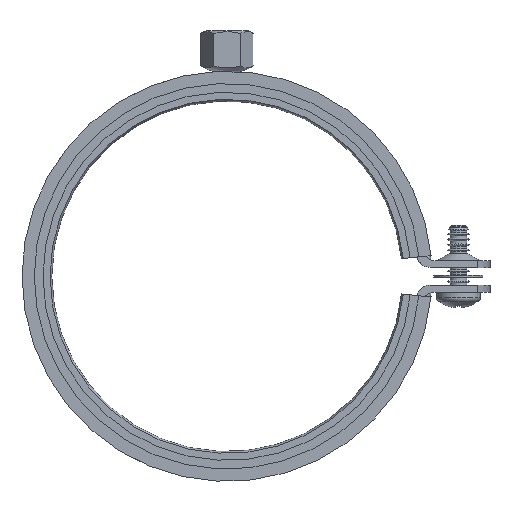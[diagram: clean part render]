
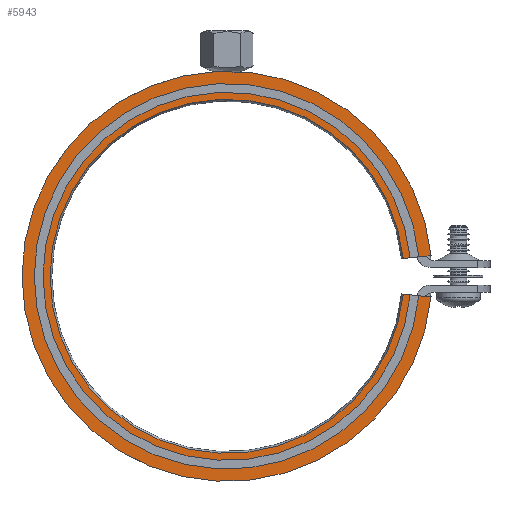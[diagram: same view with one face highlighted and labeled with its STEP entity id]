
A CAD part, front view. The second image highlights one B-rep face of the part: STEP entity #5943.
In plain terms, the highlighted face is planar.
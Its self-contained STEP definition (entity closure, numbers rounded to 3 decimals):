
#4794=CARTESIAN_POINT('',(63.327,165.073,11.5));
#4795=VERTEX_POINT('',#4794);
#4802=CARTESIAN_POINT('',(164.069,159.977,11.5));
#4803=VERTEX_POINT('',#4802);
#4804=CARTESIAN_POINT('',(113.827,165.073,11.5));
#4805=DIRECTION('',(0.0,0.0,1.0));
#4806=DIRECTION('',(1.0,0.0,0.0));
#4807=AXIS2_PLACEMENT_3D('',#4804,#4805,#4806);
#4808=CIRCLE('',#4807,50.5);
#4809=EDGE_CURVE('',#4795,#4803,#4808,.T.);
#4834=CARTESIAN_POINT('',(55.327,165.073,11.5));
#4835=VERTEX_POINT('',#4834);
#4844=CARTESIAN_POINT('',(172.028,170.977,11.5));
#4845=VERTEX_POINT('',#4844);
#4846=CARTESIAN_POINT('',(113.827,165.073,11.5));
#4847=DIRECTION('',(0.0,0.0,1.0));
#4848=DIRECTION('',(1.0,0.0,0.0));
#4849=AXIS2_PLACEMENT_3D('',#4846,#4847,#4848);
#4850=CIRCLE('',#4849,58.5);
#4851=EDGE_CURVE('',#4845,#4835,#4850,.T.);
#5894=CARTESIAN_POINT('',(172.028,159.169,11.5));
#5895=VERTEX_POINT('',#5894);
#5902=CARTESIAN_POINT('',(113.827,165.073,11.5));
#5903=DIRECTION('',(0.0,0.0,1.0));
#5904=DIRECTION('',(1.0,0.0,0.0));
#5905=AXIS2_PLACEMENT_3D('',#5902,#5903,#5904);
#5906=CIRCLE('',#5905,58.5);
#5907=EDGE_CURVE('',#4835,#5895,#5906,.T.);
#5912=CARTESIAN_POINT('',(168.049,170.573,11.5));
#5913=DIRECTION('',(0.0,0.0,1.0));
#5914=DIRECTION('',(1.0,0.0,0.0));
#5915=AXIS2_PLACEMENT_3D('',#5912,#5913,#5914);
#5916=PLANE('',#5915);
#5917=CARTESIAN_POINT('',(172.028,159.169,11.5));
#5918=DIRECTION('',(-0.995,0.101,0.0));
#5919=VECTOR('',#5918,8.);
#5920=LINE('',#5917,#5919);
#5921=EDGE_CURVE('',#5895,#4803,#5920,.T.);
#5922=ORIENTED_EDGE('',*,*,#5921,.T.);
#5923=ORIENTED_EDGE('',*,*,#4809,.F.);
#5924=CARTESIAN_POINT('',(164.069,170.169,11.5));
#5925=VERTEX_POINT('',#5924);
#5926=CARTESIAN_POINT('',(113.827,165.073,11.5));
#5927=DIRECTION('',(0.0,0.0,1.0));
#5928=DIRECTION('',(1.0,0.0,0.0));
#5929=AXIS2_PLACEMENT_3D('',#5926,#5927,#5928);
#5930=CIRCLE('',#5929,50.5);
#5931=EDGE_CURVE('',#5925,#4795,#5930,.T.);
#5932=ORIENTED_EDGE('',*,*,#5931,.F.);
#5933=CARTESIAN_POINT('',(172.028,170.977,11.5));
#5934=DIRECTION('',(-0.995,-0.101,0.0));
#5935=VECTOR('',#5934,8.);
#5936=LINE('',#5933,#5935);
#5937=EDGE_CURVE('',#4845,#5925,#5936,.T.);
#5938=ORIENTED_EDGE('',*,*,#5937,.F.);
#5939=ORIENTED_EDGE('',*,*,#4851,.T.);
#5940=ORIENTED_EDGE('',*,*,#5907,.T.);
#5941=EDGE_LOOP('',(#5922,#5923,#5932,#5938,#5939,#5940));
#5942=FACE_OUTER_BOUND('',#5941,.T.);
#5943=ADVANCED_FACE('',(#5942),#5916,.T.);
